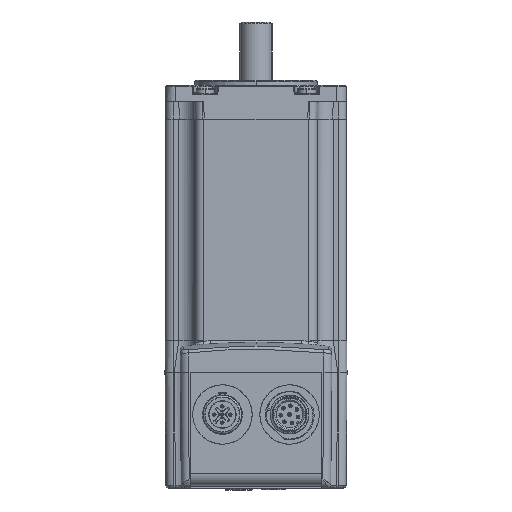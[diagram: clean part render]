
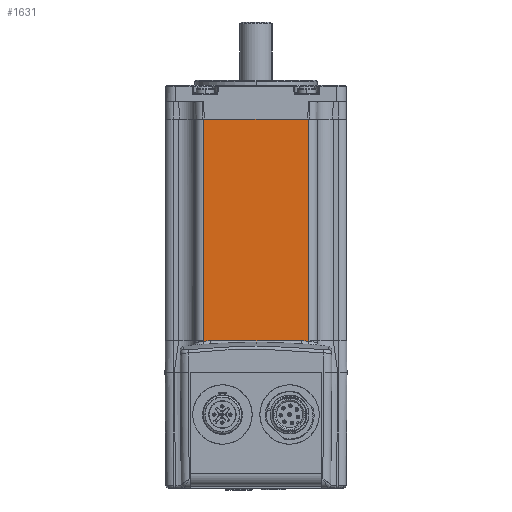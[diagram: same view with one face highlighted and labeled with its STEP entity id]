
A CAD part, left-side view. The second image highlights one B-rep face of the part: STEP entity #1631.
In plain terms, the highlighted planar face has unit normal (-1, 0, 0).
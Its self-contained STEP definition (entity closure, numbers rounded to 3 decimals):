
#832 = CARTESIAN_POINT ( 'NONE',  ( -28.2, 0., -43.5 ) ) ;
#1631 = ADVANCED_FACE ( 'NONE', ( #39332 ), #57060, .F. ) ;
#2199 = CARTESIAN_POINT ( 'NONE',  ( -28.2, 14.133, -43. ) ) ;
#2321 = VECTOR ( 'NONE', #62832, 1000. ) ;
#2848 = EDGE_CURVE ( 'NONE', #4478, #42045, #55381, .T. ) ;
#4363 = LINE ( 'NONE', #56175, #10864 ) ;
#4478 = VERTEX_POINT ( 'NONE', #40839 ) ;
#4734 = DIRECTION ( 'NONE',  ( 0., 0., -1. ) ) ;
#4852 = AXIS2_PLACEMENT_3D ( 'NONE', #37831, #48905, #65477 ) ;
#5843 = CARTESIAN_POINT ( 'NONE',  ( -28.2, -14.133, -43. ) ) ;
#8486 = VECTOR ( 'NONE', #19731, 1000. ) ;
#8663 = EDGE_CURVE ( 'NONE', #30282, #4478, #64848, .T. ) ;
#9420 = VERTEX_POINT ( 'NONE', #2199 ) ;
#10475 = ORIENTED_EDGE ( 'NONE', *, *, #27323, .T. ) ;
#10679 = ORIENTED_EDGE ( 'NONE', *, *, #69545, .T. ) ;
#10864 = VECTOR ( 'NONE', #4734, 1000. ) ;
#12525 = EDGE_LOOP ( 'NONE', ( #57476, #49726, #68979, #64437, #64981, #18983, #10475, #38495, #10679, #39303, #48664, #55661 ) ) ;
#13869 = LINE ( 'NONE', #30143, #57004 ) ;
#16670 = CARTESIAN_POINT ( 'NONE',  ( -28.2, -16.475, -43. ) ) ;
#18983 = ORIENTED_EDGE ( 'NONE', *, *, #8663, .F. ) ;
#19731 = DIRECTION ( 'NONE',  ( 0., -1., 0. ) ) ;
#20154 = CIRCLE ( 'NONE', #67283, 200.499 ) ;
#20804 = CARTESIAN_POINT ( 'NONE',  ( -28.2, 0., -43. ) ) ;
#21787 = CARTESIAN_POINT ( 'NONE',  ( -28.2, 16.501, -43.181 ) ) ;
#22911 = VECTOR ( 'NONE', #68582, 1000. ) ;
#23079 = LINE ( 'NONE', #20804, #8486 ) ;
#24058 = EDGE_CURVE ( 'NONE', #9420, #44785, #23079, .T. ) ;
#24517 = CARTESIAN_POINT ( 'NONE',  ( -28.2, 16.475, -43. ) ) ;
#24996 = CARTESIAN_POINT ( 'NONE',  ( -28.2, 16.5, -43. ) ) ;
#25823 = CARTESIAN_POINT ( 'NONE',  ( -28.2, -16.5, -43. ) ) ;
#27315 = CARTESIAN_POINT ( 'NONE',  ( -28.2, 28.2, 26. ) ) ;
#27323 = EDGE_CURVE ( 'NONE', #30282, #46077, #43549, .T. ) ;
#27391 = VERTEX_POINT ( 'NONE', #63058 ) ;
#27876 = VECTOR ( 'NONE', #54613, 1000. ) ;
#29454 = LINE ( 'NONE', #50946, #22911 ) ;
#30087 = CARTESIAN_POINT ( 'NONE',  ( -28.2, -16.019, 26. ) ) ;
#30143 = CARTESIAN_POINT ( 'NONE',  ( -28.2, -16.5, 26. ) ) ;
#30242 = DIRECTION ( 'NONE',  ( 0., -1., 0. ) ) ;
#30282 = VERTEX_POINT ( 'NONE', #32490 ) ;
#31893 = EDGE_CURVE ( 'NONE', #57455, #9420, #20154, .T. ) ;
#32347 = VERTEX_POINT ( 'NONE', #24517 ) ;
#32490 = CARTESIAN_POINT ( 'NONE',  ( -28.2, 16.5, 26. ) ) ;
#32584 = DIRECTION ( 'NONE',  ( 0., 0., -1. ) ) ;
#34779 = LINE ( 'NONE', #51458, #2321 ) ;
#36754 = CIRCLE ( 'NONE', #4852, 200.499 ) ;
#37831 = CARTESIAN_POINT ( 'NONE',  ( -28.2, 0., -243. ) ) ;
#38014 = CARTESIAN_POINT ( 'NONE',  ( -28.2, 16.5, -11. ) ) ;
#38389 = VECTOR ( 'NONE', #41286, 1000. ) ;
#38495 = ORIENTED_EDGE ( 'NONE', *, *, #71842, .T. ) ;
#39303 = ORIENTED_EDGE ( 'NONE', *, *, #31893, .T. ) ;
#39332 = FACE_OUTER_BOUND ( 'NONE', #12525, .T. ) ;
#40132 = EDGE_CURVE ( 'NONE', #44785, #27391, #36754, .T. ) ;
#40828 = EDGE_CURVE ( 'NONE', #42045, #65414, #13869, .T. ) ;
#40839 = CARTESIAN_POINT ( 'NONE',  ( -28.2, 16.019, 26. ) ) ;
#41286 = DIRECTION ( 'NONE',  ( 0., -1., 0. ) ) ;
#41824 = EDGE_CURVE ( 'NONE', #66629, #51809, #29454, .T. ) ;
#42045 = VERTEX_POINT ( 'NONE', #30087 ) ;
#42066 = VECTOR ( 'NONE', #44267, 1000. ) ;
#43549 = LINE ( 'NONE', #38014, #42066 ) ;
#44267 = DIRECTION ( 'NONE',  ( 0., 0., -1. ) ) ;
#44785 = VERTEX_POINT ( 'NONE', #5843 ) ;
#45209 = DIRECTION ( 'NONE',  ( 0., 0., -1. ) ) ;
#46077 = VERTEX_POINT ( 'NONE', #24996 ) ;
#47488 = DIRECTION ( 'NONE',  ( 0., -1., 0. ) ) ;
#48273 = CARTESIAN_POINT ( 'NONE',  ( -28.2, -16.5, 26. ) ) ;
#48321 = EDGE_CURVE ( 'NONE', #27391, #66629, #71832, .T. ) ;
#48664 = ORIENTED_EDGE ( 'NONE', *, *, #24058, .T. ) ;
#48905 = DIRECTION ( 'NONE',  ( 1., 0., 0. ) ) ;
#49403 = CARTESIAN_POINT ( 'NONE',  ( -28.2, -16.225, -41.22 ) ) ;
#49726 = ORIENTED_EDGE ( 'NONE', *, *, #41824, .T. ) ;
#50946 = CARTESIAN_POINT ( 'NONE',  ( -28.2, -16.5, -43. ) ) ;
#51340 = EDGE_CURVE ( 'NONE', #65414, #51809, #4363, .T. ) ;
#51458 = CARTESIAN_POINT ( 'NONE',  ( -28.2, 16.225, -41.22 ) ) ;
#51809 = VERTEX_POINT ( 'NONE', #54780 ) ;
#54188 = DIRECTION ( 'NONE',  ( 0., 0.139, 0.99 ) ) ;
#54613 = DIRECTION ( 'NONE',  ( 0., -1., 0. ) ) ;
#54780 = CARTESIAN_POINT ( 'NONE',  ( -28.2, -16.5, -43. ) ) ;
#55074 = AXIS2_PLACEMENT_3D ( 'NONE', #832, #61460, #45209 ) ;
#55271 = VECTOR ( 'NONE', #54188, 1000. ) ;
#55381 = LINE ( 'NONE', #27315, #27876 ) ;
#55522 = DIRECTION ( 'NONE',  ( 1., 0., 0. ) ) ;
#55661 = ORIENTED_EDGE ( 'NONE', *, *, #40132, .T. ) ;
#56175 = CARTESIAN_POINT ( 'NONE',  ( -28.2, -16.5, -11. ) ) ;
#56615 = CARTESIAN_POINT ( 'NONE',  ( -28.2, -16.5, 26. ) ) ;
#57004 = VECTOR ( 'NONE', #47488, 1000. ) ;
#57060 = PLANE ( 'NONE',  #55074 ) ;
#57455 = VERTEX_POINT ( 'NONE', #21787 ) ;
#57476 = ORIENTED_EDGE ( 'NONE', *, *, #48321, .T. ) ;
#61460 = DIRECTION ( 'NONE',  ( 1., 0., 0. ) ) ;
#62832 = DIRECTION ( 'NONE',  ( 0., 0.139, -0.99 ) ) ;
#63058 = CARTESIAN_POINT ( 'NONE',  ( -28.2, -16.501, -43.181 ) ) ;
#63845 = LINE ( 'NONE', #25823, #65910 ) ;
#64437 = ORIENTED_EDGE ( 'NONE', *, *, #40828, .F. ) ;
#64848 = LINE ( 'NONE', #48273, #38389 ) ;
#64981 = ORIENTED_EDGE ( 'NONE', *, *, #2848, .F. ) ;
#65414 = VERTEX_POINT ( 'NONE', #56615 ) ;
#65477 = DIRECTION ( 'NONE',  ( 0., 0., -1. ) ) ;
#65910 = VECTOR ( 'NONE', #30242, 1000. ) ;
#66501 = CARTESIAN_POINT ( 'NONE',  ( -28.2, 0., -243. ) ) ;
#66629 = VERTEX_POINT ( 'NONE', #16670 ) ;
#67283 = AXIS2_PLACEMENT_3D ( 'NONE', #66501, #55522, #32584 ) ;
#68582 = DIRECTION ( 'NONE',  ( 0., -1., 0. ) ) ;
#68979 = ORIENTED_EDGE ( 'NONE', *, *, #51340, .F. ) ;
#69545 = EDGE_CURVE ( 'NONE', #32347, #57455, #34779, .T. ) ;
#71832 = LINE ( 'NONE', #49403, #55271 ) ;
#71842 = EDGE_CURVE ( 'NONE', #46077, #32347, #63845, .T. ) ;
